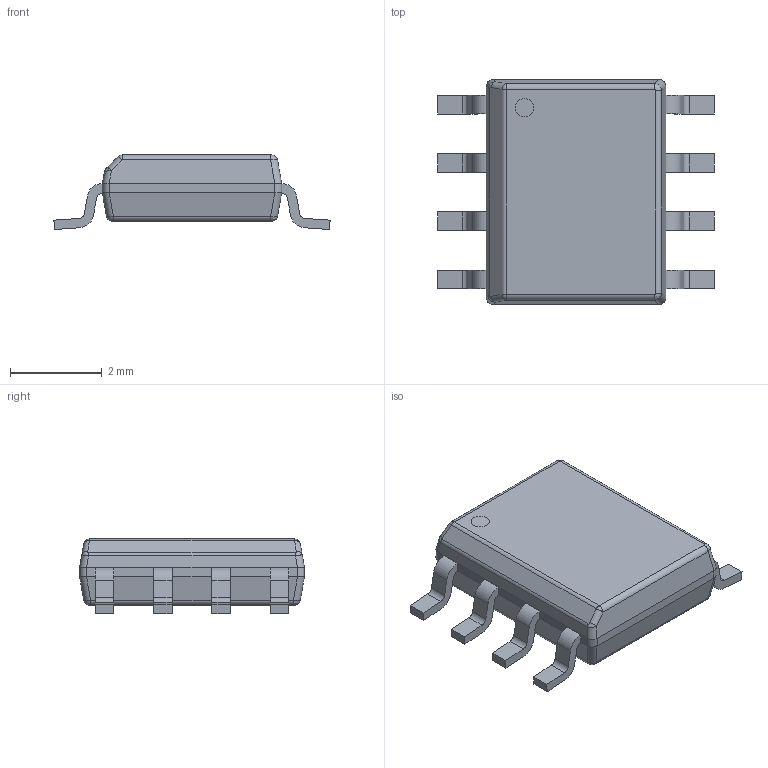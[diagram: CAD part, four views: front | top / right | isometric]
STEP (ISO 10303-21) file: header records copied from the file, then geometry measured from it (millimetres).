
FILE_DESCRIPTION(/* description */ (''),/* implementation_level */ '2;1');
FILE_NAME(/* name */ 'D0008A.step',/* time_stamp */ '2025-08-28T20:24:30+02:00',/* author */ (''),/* organization */ (''),/* preprocessor_version */ 'ST-DEVELOPER v20.1',/* originating_system */ 'Autodesk Translation Framework v14.10.0.0',/* authorisation */ '');
FILE_SCHEMA (('AUTOMOTIVE_DESIGN { 1 0 10303 214 3 1 1 }'));
Length unit declared in the file: inch
Products named in the file (3): D0008A_ASM; BODY-SO; LEAD-D0008A
Assembly tree (9 placements, depth 2):
  D0008A_ASM
    BODY-SO
    LEAD-D0008A  x8
Bounding box: 6.02 x 4.9 x 1.64 mm (x, y, z)
Volume: 27.3 mm3; surface area: 74.6 mm2
Topology: 10 solids, 10 shells, 163 faces, 391 edges, 248 vertices
Faces by surface type: plane 97, cylinder 56, bspline 8, sphere 2
Full cylindrical faces by diameter (mm): 0.4 x1
Entity records: 2889 total; most frequent: CARTESIAN_POINT 1130, DIRECTION 376, ORIENTED_EDGE 320, EDGE_CURVE 160, AXIS2_PLACEMENT_3D 140, LINE 96, VECTOR 96, VERTEX_POINT 94
